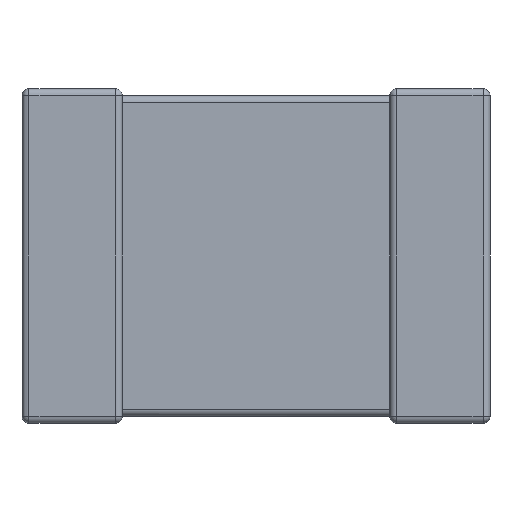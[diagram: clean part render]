
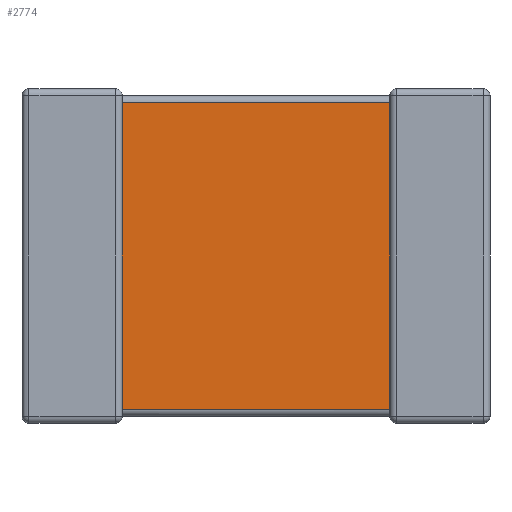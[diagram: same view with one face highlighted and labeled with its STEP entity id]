
A CAD part, front view. The second image highlights one B-rep face of the part: STEP entity #2774.
In plain terms, the highlighted planar face has unit normal (0, -1, 0).
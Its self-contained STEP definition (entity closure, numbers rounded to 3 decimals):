
#6 = VECTOR ( 'NONE', #1594, 1000. ) ;
#116 = EDGE_CURVE ( 'NONE', #2705, #4350, #1643, .T. ) ;
#150 = CARTESIAN_POINT ( 'NONE',  ( 3.85, 0.073, -3.5 ) ) ;
#205 = VECTOR ( 'NONE', #2255, 1000. ) ;
#252 = AXIS2_PLACEMENT_3D ( 'NONE', #749, #4381, #377 ) ;
#264 = VECTOR ( 'NONE', #4448, 1000. ) ;
#377 = DIRECTION ( 'NONE',  ( 0., 0., -1. ) ) ;
#463 = LINE ( 'NONE', #3287, #205 ) ;
#749 = CARTESIAN_POINT ( 'NONE',  ( 1.05, 0.073, -3.5 ) ) ;
#1125 = EDGE_CURVE ( 'NONE', #4350, #3999, #4555, .T. ) ;
#1139 = CARTESIAN_POINT ( 'NONE',  ( 3.85, 0.073, -3.354 ) ) ;
#1310 = DIRECTION ( 'NONE',  ( -1., 0., 0. ) ) ;
#1335 = CARTESIAN_POINT ( 'NONE',  ( 1.05, 0.073, -0.146 ) ) ;
#1396 = PLANE ( 'NONE',  #252 ) ;
#1403 = ORIENTED_EDGE ( 'NONE', *, *, #116, .T. ) ;
#1486 = EDGE_LOOP ( 'NONE', ( #2605, #4281, #1403, #3257 ) ) ;
#1594 = DIRECTION ( 'NONE',  ( 0., 0., 1. ) ) ;
#1643 = LINE ( 'NONE', #150, #6 ) ;
#2255 = DIRECTION ( 'NONE',  ( 1., 0., 0. ) ) ;
#2299 = VERTEX_POINT ( 'NONE', #2858 ) ;
#2489 = CARTESIAN_POINT ( 'NONE',  ( 1.05, 0.073, -0.146 ) ) ;
#2605 = ORIENTED_EDGE ( 'NONE', *, *, #3579, .F. ) ;
#2635 = LINE ( 'NONE', #3716, #264 ) ;
#2705 = VERTEX_POINT ( 'NONE', #1139 ) ;
#2774 = ADVANCED_FACE ( 'NONE', ( #3123 ), #1396, .T. ) ;
#2858 = CARTESIAN_POINT ( 'NONE',  ( 1.05, 0.073, -3.354 ) ) ;
#3123 = FACE_OUTER_BOUND ( 'NONE', #1486, .T. ) ;
#3257 = ORIENTED_EDGE ( 'NONE', *, *, #1125, .T. ) ;
#3287 = CARTESIAN_POINT ( 'NONE',  ( 3.85, 0.073, -3.354 ) ) ;
#3495 = VECTOR ( 'NONE', #1310, 1000. ) ;
#3538 = CARTESIAN_POINT ( 'NONE',  ( 3.85, 0.073, -0.146 ) ) ;
#3579 = EDGE_CURVE ( 'NONE', #2299, #3999, #2635, .T. ) ;
#3716 = CARTESIAN_POINT ( 'NONE',  ( 1.05, 0.073, -3.5 ) ) ;
#3999 = VERTEX_POINT ( 'NONE', #2489 ) ;
#4281 = ORIENTED_EDGE ( 'NONE', *, *, #4654, .T. ) ;
#4350 = VERTEX_POINT ( 'NONE', #3538 ) ;
#4381 = DIRECTION ( 'NONE',  ( 0., -1., 0. ) ) ;
#4448 = DIRECTION ( 'NONE',  ( 0., 0., 1. ) ) ;
#4555 = LINE ( 'NONE', #1335, #3495 ) ;
#4654 = EDGE_CURVE ( 'NONE', #2299, #2705, #463, .T. ) ;
